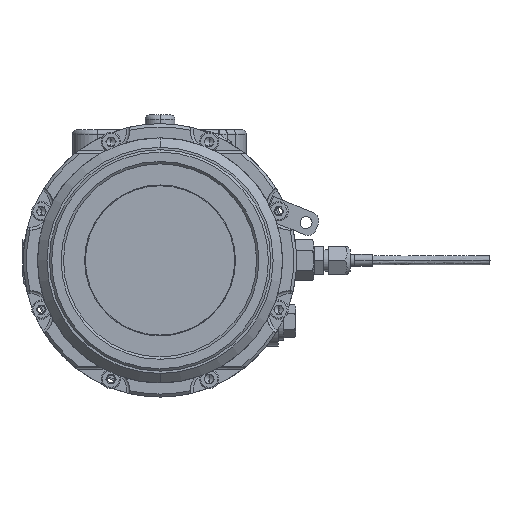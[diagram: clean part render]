
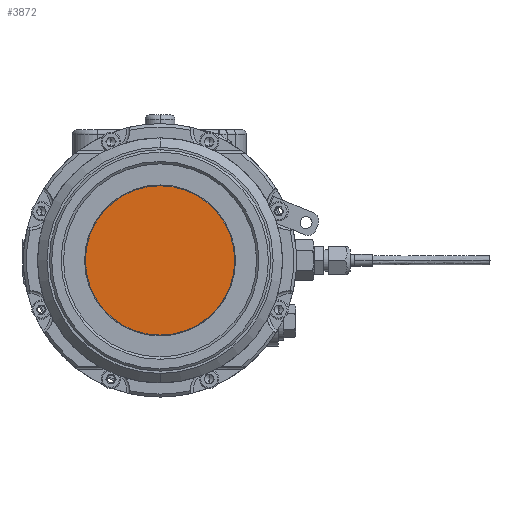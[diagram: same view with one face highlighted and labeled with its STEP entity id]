
A CAD part, left-side view. The second image highlights one B-rep face of the part: STEP entity #3872.
In plain terms, the highlighted planar face has unit normal (-1, 0, 0).
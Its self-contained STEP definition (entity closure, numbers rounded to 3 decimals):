
#1596 = CIRCLE ( 'NONE', #12978, 50.3 ) ;
#1600 = CIRCLE ( 'NONE', #12982, 50.3 ) ;
#3872 = ADVANCED_FACE ( 'NONE', ( #12659 ), #60168, .F. ) ;
#12659 = FACE_OUTER_BOUND ( 'NONE', #19728, .T. ) ;
#12978 = AXIS2_PLACEMENT_3D ( 'NONE', #28302, #28306, #28308 ) ;
#12982 = AXIS2_PLACEMENT_3D ( 'NONE', #28295, #28298, #28300 ) ;
#18906 = ORIENTED_EDGE ( 'NONE', *, *, #57216, .T. ) ;
#18961 = ORIENTED_EDGE ( 'NONE', *, *, #57217, .T. ) ;
#19728 = EDGE_LOOP ( 'NONE', ( #18906, #18961 ) ) ;
#28295 = CARTESIAN_POINT ( 'NONE',  ( -168.298, 0., 0. ) ) ;
#28298 = DIRECTION ( 'NONE',  ( -1., 0., 0. ) ) ;
#28300 = DIRECTION ( 'NONE',  ( 0., 0., 1. ) ) ;
#28302 = CARTESIAN_POINT ( 'NONE',  ( -168.298, 0., 0. ) ) ;
#28306 = DIRECTION ( 'NONE',  ( -1., 0., 0. ) ) ;
#28308 = DIRECTION ( 'NONE',  ( 0., 0., 1. ) ) ;
#33462 = CARTESIAN_POINT ( 'NONE',  ( -168.298, 0., -50.3 ) ) ;
#34130 = CARTESIAN_POINT ( 'NONE',  ( -168.298, 0., 50.3 ) ) ;
#53202 = VERTEX_POINT ( 'NONE', #33462 ) ;
#53339 = VERTEX_POINT ( 'NONE', #34130 ) ;
#57216 = EDGE_CURVE ( 'NONE', #53202, #53339, #1600, .T. ) ;
#57217 = EDGE_CURVE ( 'NONE', #53339, #53202, #1596, .T. ) ;
#58854 = AXIS2_PLACEMENT_3D ( 'NONE', #60163, #59978, #59977 ) ;
#59977 = DIRECTION ( 'NONE',  ( 0., 0., -1. ) ) ;
#59978 = DIRECTION ( 'NONE',  ( 1., 0., 0. ) ) ;
#60163 = CARTESIAN_POINT ( 'NONE',  ( -168.298, 0., 0. ) ) ;
#60168 = PLANE ( 'NONE',  #58854 ) ;
